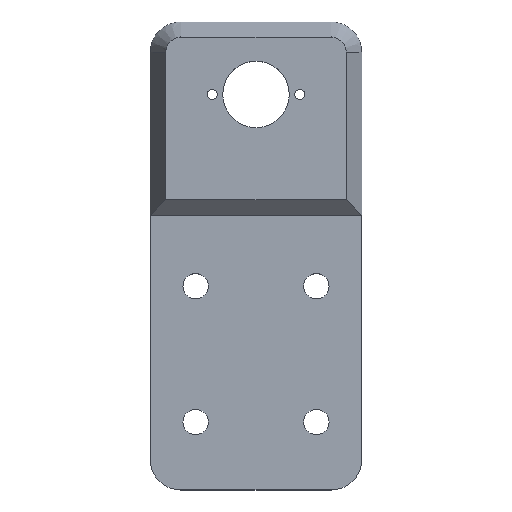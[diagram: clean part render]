
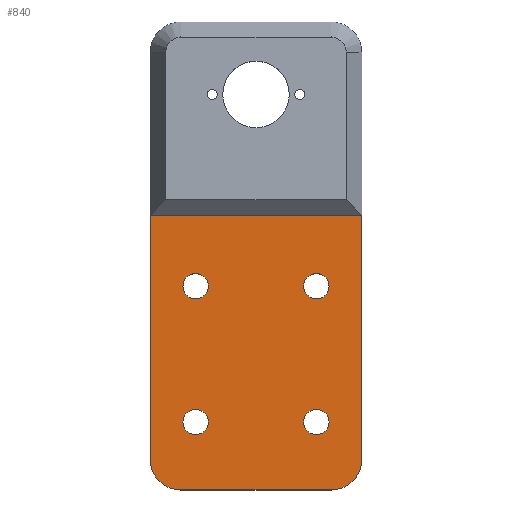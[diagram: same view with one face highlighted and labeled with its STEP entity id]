
A CAD part, top view. The second image highlights one B-rep face of the part: STEP entity #840.
In plain terms, the highlighted planar face has unit normal (0, 0, 1).
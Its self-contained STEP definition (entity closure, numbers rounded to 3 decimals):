
#4 = VECTOR ( 'NONE', #675, 1000. ) ;
#20 = VECTOR ( 'NONE', #390, 1000. ) ;
#29 = EDGE_CURVE ( 'NONE', #392, #756, #156, .T. ) ;
#39 = DIRECTION ( 'NONE',  ( 1., 0., 0. ) ) ;
#41 = AXIS2_PLACEMENT_3D ( 'NONE', #144, #212, #532 ) ;
#48 = CARTESIAN_POINT ( 'NONE',  ( 24.2, -7.5, 0. ) ) ;
#67 = CARTESIAN_POINT ( 'NONE',  ( 24.2, -52.5, 0. ) ) ;
#71 = VERTEX_POINT ( 'NONE', #846 ) ;
#76 = CARTESIAN_POINT ( 'NONE',  ( -24.2, -52.5, 0. ) ) ;
#77 = EDGE_CURVE ( 'NONE', #947, #314, #551, .T. ) ;
#90 = DIRECTION ( 'NONE',  ( 0., 0., -1. ) ) ;
#93 = CARTESIAN_POINT ( 'NONE',  ( -25., -75., 0. ) ) ;
#96 = DIRECTION ( 'NONE',  ( 1., 0., 0. ) ) ;
#101 = ORIENTED_EDGE ( 'NONE', *, *, #627, .T. ) ;
#117 = AXIS2_PLACEMENT_3D ( 'NONE', #804, #411, #423 ) ;
#119 = VERTEX_POINT ( 'NONE', #999 ) ;
#120 = CARTESIAN_POINT ( 'NONE',  ( -24.2, -7.5, 0. ) ) ;
#123 = EDGE_CURVE ( 'NONE', #71, #457, #360, .T. ) ;
#140 = ORIENTED_EDGE ( 'NONE', *, *, #573, .F. ) ;
#144 = CARTESIAN_POINT ( 'NONE',  ( -20., -52.5, 0. ) ) ;
#146 = AXIS2_PLACEMENT_3D ( 'NONE', #168, #90, #494 ) ;
#147 = DIRECTION ( 'NONE',  ( -1., 0., 0. ) ) ;
#156 = CIRCLE ( 'NONE', #862, 4.2 ) ;
#166 = ORIENTED_EDGE ( 'NONE', *, *, #373, .F. ) ;
#168 = CARTESIAN_POINT ( 'NONE',  ( -25., 70., 0. ) ) ;
#169 = VECTOR ( 'NONE', #644, 1000. ) ;
#172 = FACE_OUTER_BOUND ( 'NONE', #777, .T. ) ;
#179 = CARTESIAN_POINT ( 'NONE',  ( 20., -7.5, 0. ) ) ;
#196 = DIRECTION ( 'NONE',  ( 1., 0., 0. ) ) ;
#212 = DIRECTION ( 'NONE',  ( 0., 0., 1. ) ) ;
#216 = EDGE_CURVE ( 'NONE', #756, #392, #879, .T. ) ;
#219 = CARTESIAN_POINT ( 'NONE',  ( -15.8, -7.5, 0. ) ) ;
#227 = CARTESIAN_POINT ( 'NONE',  ( 35., -65., 0. ) ) ;
#232 = VERTEX_POINT ( 'NONE', #76 ) ;
#240 = AXIS2_PLACEMENT_3D ( 'NONE', #1020, #857, #459 ) ;
#241 = EDGE_LOOP ( 'NONE', ( #544, #690 ) ) ;
#247 = CARTESIAN_POINT ( 'NONE',  ( -25., -75., 0. ) ) ;
#248 = AXIS2_PLACEMENT_3D ( 'NONE', #807, #668, #578 ) ;
#252 = EDGE_CURVE ( 'NONE', #71, #838, #623, .T. ) ;
#253 = ORIENTED_EDGE ( 'NONE', *, *, #29, .F. ) ;
#256 = CARTESIAN_POINT ( 'NONE',  ( -35., -65., 0. ) ) ;
#264 = CARTESIAN_POINT ( 'NONE',  ( 35., 70., 0. ) ) ;
#265 = CIRCLE ( 'NONE', #949, 4.2 ) ;
#314 = VERTEX_POINT ( 'NONE', #227 ) ;
#317 = CIRCLE ( 'NONE', #248, 4.2 ) ;
#332 = LINE ( 'NONE', #247, #169 ) ;
#360 = LINE ( 'NONE', #462, #4 ) ;
#363 = EDGE_LOOP ( 'NONE', ( #140, #166 ) ) ;
#373 = EDGE_CURVE ( 'NONE', #922, #523, #440, .T. ) ;
#376 = AXIS2_PLACEMENT_3D ( 'NONE', #773, #545, #147 ) ;
#378 = VECTOR ( 'NONE', #584, 1000. ) ;
#381 = DIRECTION ( 'NONE',  ( 0., 0., 1. ) ) ;
#390 = DIRECTION ( 'NONE',  ( 1., 0., 0. ) ) ;
#392 = VERTEX_POINT ( 'NONE', #658 ) ;
#397 = EDGE_CURVE ( 'NONE', #714, #686, #265, .T. ) ;
#411 = DIRECTION ( 'NONE',  ( 0., 0., 1. ) ) ;
#422 = AXIS2_PLACEMENT_3D ( 'NONE', #824, #746, #39 ) ;
#423 = DIRECTION ( 'NONE',  ( 1., 0., 0. ) ) ;
#424 = EDGE_LOOP ( 'NONE', ( #500, #253 ) ) ;
#440 = CIRCLE ( 'NONE', #117, 4.2 ) ;
#457 = VERTEX_POINT ( 'NONE', #256 ) ;
#459 = DIRECTION ( 'NONE',  ( 1., 0., 0. ) ) ;
#462 = CARTESIAN_POINT ( 'NONE',  ( -35., 70., 0. ) ) ;
#466 = DIRECTION ( 'NONE',  ( 1., 0., 0. ) ) ;
#475 = EDGE_CURVE ( 'NONE', #457, #865, #849, .T. ) ;
#486 = ORIENTED_EDGE ( 'NONE', *, *, #77, .T. ) ;
#487 = FACE_BOUND ( 'NONE', #516, .T. ) ;
#494 = DIRECTION ( 'NONE',  ( -1., 0., 0. ) ) ;
#497 = DIRECTION ( 'NONE',  ( 0., 0., 1. ) ) ;
#500 = ORIENTED_EDGE ( 'NONE', *, *, #216, .F. ) ;
#509 = EDGE_CURVE ( 'NONE', #232, #119, #684, .T. ) ;
#512 = DIRECTION ( 'NONE',  ( 0., 0., 1. ) ) ;
#516 = EDGE_LOOP ( 'NONE', ( #608, #983 ) ) ;
#523 = VERTEX_POINT ( 'NONE', #67 ) ;
#532 = DIRECTION ( 'NONE',  ( 1., 0., 0. ) ) ;
#534 = ORIENTED_EDGE ( 'NONE', *, *, #123, .T. ) ;
#535 = AXIS2_PLACEMENT_3D ( 'NONE', #621, #381, #466 ) ;
#536 = DIRECTION ( 'NONE',  ( -1., 0., 0. ) ) ;
#544 = ORIENTED_EDGE ( 'NONE', *, *, #397, .F. ) ;
#545 = DIRECTION ( 'NONE',  ( 0., 0., 1. ) ) ;
#551 = CIRCLE ( 'NONE', #568, 10. ) ;
#562 = CARTESIAN_POINT ( 'NONE',  ( 35., 16., 0. ) ) ;
#568 = AXIS2_PLACEMENT_3D ( 'NONE', #918, #512, #536 ) ;
#572 = CARTESIAN_POINT ( 'NONE',  ( 15.8, -52.5, 0. ) ) ;
#573 = EDGE_CURVE ( 'NONE', #523, #922, #718, .T. ) ;
#578 = DIRECTION ( 'NONE',  ( 1., 0., 0. ) ) ;
#584 = DIRECTION ( 'NONE',  ( 0., 1., 0. ) ) ;
#608 = ORIENTED_EDGE ( 'NONE', *, *, #810, .F. ) ;
#621 = CARTESIAN_POINT ( 'NONE',  ( 20., -52.5, 0. ) ) ;
#623 = LINE ( 'NONE', #636, #20 ) ;
#627 = EDGE_CURVE ( 'NONE', #314, #838, #657, .T. ) ;
#636 = CARTESIAN_POINT ( 'NONE',  ( -35., 16., 0. ) ) ;
#644 = DIRECTION ( 'NONE',  ( 1., 0., 0. ) ) ;
#656 = CARTESIAN_POINT ( 'NONE',  ( 25., -75., 0. ) ) ;
#657 = LINE ( 'NONE', #264, #378 ) ;
#658 = CARTESIAN_POINT ( 'NONE',  ( 15.8, -7.5, 0. ) ) ;
#668 = DIRECTION ( 'NONE',  ( 0., 0., 1. ) ) ;
#675 = DIRECTION ( 'NONE',  ( 0., -1., 0. ) ) ;
#684 = CIRCLE ( 'NONE', #240, 4.2 ) ;
#686 = VERTEX_POINT ( 'NONE', #120 ) ;
#690 = ORIENTED_EDGE ( 'NONE', *, *, #973, .F. ) ;
#714 = VERTEX_POINT ( 'NONE', #219 ) ;
#718 = CIRCLE ( 'NONE', #535, 4.2 ) ;
#746 = DIRECTION ( 'NONE',  ( 0., 0., 1. ) ) ;
#748 = ORIENTED_EDGE ( 'NONE', *, *, #475, .T. ) ;
#756 = VERTEX_POINT ( 'NONE', #48 ) ;
#773 = CARTESIAN_POINT ( 'NONE',  ( -25., -65., 0. ) ) ;
#777 = EDGE_LOOP ( 'NONE', ( #1007, #534, #748, #801, #486, #101 ) ) ;
#792 = FACE_BOUND ( 'NONE', #363, .T. ) ;
#801 = ORIENTED_EDGE ( 'NONE', *, *, #898, .T. ) ;
#804 = CARTESIAN_POINT ( 'NONE',  ( 20., -52.5, 0. ) ) ;
#807 = CARTESIAN_POINT ( 'NONE',  ( -20., -7.5, 0. ) ) ;
#810 = EDGE_CURVE ( 'NONE', #119, #232, #934, .T. ) ;
#824 = CARTESIAN_POINT ( 'NONE',  ( 20., -7.5, 0. ) ) ;
#838 = VERTEX_POINT ( 'NONE', #562 ) ;
#840 = ADVANCED_FACE ( 'NONE', ( #948, #869, #792, #487, #172 ), #875, .F. ) ;
#846 = CARTESIAN_POINT ( 'NONE',  ( -35., 16., 0. ) ) ;
#849 = CIRCLE ( 'NONE', #376, 10. ) ;
#857 = DIRECTION ( 'NONE',  ( 0., 0., 1. ) ) ;
#862 = AXIS2_PLACEMENT_3D ( 'NONE', #179, #497, #96 ) ;
#865 = VERTEX_POINT ( 'NONE', #93 ) ;
#869 = FACE_BOUND ( 'NONE', #424, .T. ) ;
#875 = PLANE ( 'NONE',  #146 ) ;
#879 = CIRCLE ( 'NONE', #422, 4.2 ) ;
#898 = EDGE_CURVE ( 'NONE', #865, #947, #332, .T. ) ;
#910 = CARTESIAN_POINT ( 'NONE',  ( -20., -7.5, 0. ) ) ;
#918 = CARTESIAN_POINT ( 'NONE',  ( 25., -65., 0. ) ) ;
#922 = VERTEX_POINT ( 'NONE', #572 ) ;
#934 = CIRCLE ( 'NONE', #41, 4.2 ) ;
#947 = VERTEX_POINT ( 'NONE', #656 ) ;
#948 = FACE_BOUND ( 'NONE', #241, .T. ) ;
#949 = AXIS2_PLACEMENT_3D ( 'NONE', #910, #969, #196 ) ;
#969 = DIRECTION ( 'NONE',  ( 0., 0., 1. ) ) ;
#973 = EDGE_CURVE ( 'NONE', #686, #714, #317, .T. ) ;
#983 = ORIENTED_EDGE ( 'NONE', *, *, #509, .F. ) ;
#999 = CARTESIAN_POINT ( 'NONE',  ( -15.8, -52.5, 0. ) ) ;
#1007 = ORIENTED_EDGE ( 'NONE', *, *, #252, .F. ) ;
#1020 = CARTESIAN_POINT ( 'NONE',  ( -20., -52.5, 0. ) ) ;
